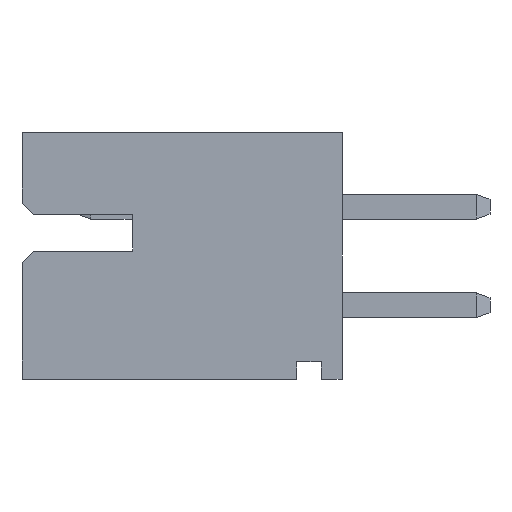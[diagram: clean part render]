
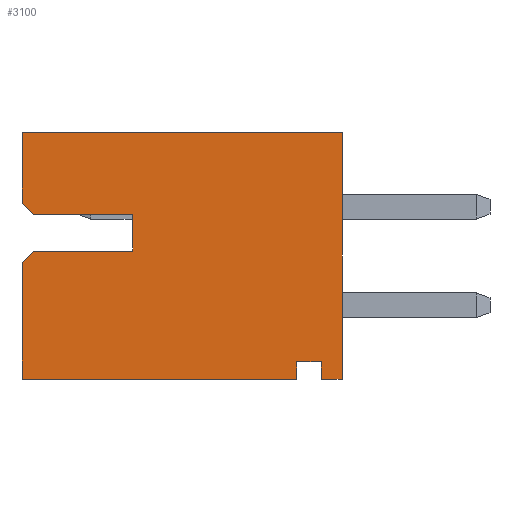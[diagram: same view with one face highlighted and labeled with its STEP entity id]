
A CAD part, left-side view. The second image highlights one B-rep face of the part: STEP entity #3100.
In plain terms, the highlighted face is planar.
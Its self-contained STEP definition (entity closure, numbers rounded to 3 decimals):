
#28 = CARTESIAN_POINT ( 'NONE',  ( 8.95, 0.425, 2.15 ) ) ;
#74 = CARTESIAN_POINT ( 'NONE',  ( 8.95, 6.5, 2.5 ) ) ;
#133 = EDGE_LOOP ( 'NONE', ( #1852, #2982, #3022, #1270, #726, #3396, #4087, #3142, #4580, #4662, #1271, #4582, #2002, #4712 ) ) ;
#218 = LINE ( 'NONE', #968, #4591 ) ;
#219 = VECTOR ( 'NONE', #1144, 1000. ) ;
#235 = VERTEX_POINT ( 'NONE', #733 ) ;
#264 = CARTESIAN_POINT ( 'NONE',  ( 8.95, 4.25, -0.85 ) ) ;
#297 = EDGE_CURVE ( 'NONE', #1097, #2612, #931, .T. ) ;
#367 = CARTESIAN_POINT ( 'NONE',  ( 8.95, 0.425, 2.5 ) ) ;
#368 = LINE ( 'NONE', #3538, #1299 ) ;
#417 = EDGE_CURVE ( 'NONE', #1649, #235, #4643, .T. ) ;
#459 = VERTEX_POINT ( 'NONE', #4331 ) ;
#479 = LINE ( 'NONE', #3649, #2259 ) ;
#549 = DIRECTION ( 'NONE',  ( 0., 0., -1. ) ) ;
#577 = CARTESIAN_POINT ( 'NONE',  ( 8.95, 0., 2.5 ) ) ;
#621 = VERTEX_POINT ( 'NONE', #4778 ) ;
#687 = CARTESIAN_POINT ( 'NONE',  ( 8.95, 6.275, -0.1 ) ) ;
#726 = ORIENTED_EDGE ( 'NONE', *, *, #4332, .T. ) ;
#733 = CARTESIAN_POINT ( 'NONE',  ( 8.95, 0.925, 2.15 ) ) ;
#909 = CARTESIAN_POINT ( 'NONE',  ( 8.95, 6.5, 0.125 ) ) ;
#919 = CARTESIAN_POINT ( 'NONE',  ( 8.95, 6.275, -0.85 ) ) ;
#931 = LINE ( 'NONE', #2849, #4456 ) ;
#968 = CARTESIAN_POINT ( 'NONE',  ( 8.95, 6.275, -0.1 ) ) ;
#1003 = DIRECTION ( 'NONE',  ( -1., 0., 0. ) ) ;
#1019 = VERTEX_POINT ( 'NONE', #909 ) ;
#1052 = DIRECTION ( 'NONE',  ( 0., 0., -1. ) ) ;
#1097 = VERTEX_POINT ( 'NONE', #577 ) ;
#1144 = DIRECTION ( 'NONE',  ( 0., 0., 1. ) ) ;
#1165 = VERTEX_POINT ( 'NONE', #367 ) ;
#1167 = VECTOR ( 'NONE', #1704, 1000. ) ;
#1209 = CARTESIAN_POINT ( 'NONE',  ( 8.95, 6.5, 2.5 ) ) ;
#1265 = LINE ( 'NONE', #1702, #1623 ) ;
#1270 = ORIENTED_EDGE ( 'NONE', *, *, #2829, .F. ) ;
#1271 = ORIENTED_EDGE ( 'NONE', *, *, #3488, .F. ) ;
#1275 = CARTESIAN_POINT ( 'NONE',  ( 8.95, 4.25, -0.1 ) ) ;
#1299 = VECTOR ( 'NONE', #1556, 1000. ) ;
#1345 = DIRECTION ( 'NONE',  ( 0., 0., -1. ) ) ;
#1396 = DIRECTION ( 'NONE',  ( 0., 0., 1. ) ) ;
#1483 = VECTOR ( 'NONE', #3547, 1000. ) ;
#1556 = DIRECTION ( 'NONE',  ( 0., -1., 0. ) ) ;
#1623 = VECTOR ( 'NONE', #4903, 1000. ) ;
#1649 = VERTEX_POINT ( 'NONE', #28 ) ;
#1664 = EDGE_CURVE ( 'NONE', #2196, #1019, #4490, .T. ) ;
#1702 = CARTESIAN_POINT ( 'NONE',  ( 8.95, 0.425, 2.5 ) ) ;
#1704 = DIRECTION ( 'NONE',  ( 0., 0.707, -0.707 ) ) ;
#1707 = LINE ( 'NONE', #3306, #4073 ) ;
#1768 = LINE ( 'NONE', #3369, #3370 ) ;
#1852 = ORIENTED_EDGE ( 'NONE', *, *, #4497, .T. ) ;
#1857 = VERTEX_POINT ( 'NONE', #2180 ) ;
#1952 = LINE ( 'NONE', #1209, #1483 ) ;
#2002 = ORIENTED_EDGE ( 'NONE', *, *, #3810, .F. ) ;
#2180 = CARTESIAN_POINT ( 'NONE',  ( 8.95, 6.5, -2.5 ) ) ;
#2196 = VERTEX_POINT ( 'NONE', #2912 ) ;
#2259 = VECTOR ( 'NONE', #3134, 1000. ) ;
#2261 = EDGE_CURVE ( 'NONE', #4212, #1857, #1768, .T. ) ;
#2267 = CARTESIAN_POINT ( 'NONE',  ( 8.95, 6.5, -1.075 ) ) ;
#2321 = CARTESIAN_POINT ( 'NONE',  ( 8.95, 4.25, -0.1 ) ) ;
#2538 = LINE ( 'NONE', #74, #4081 ) ;
#2549 = LINE ( 'NONE', #1275, #3888 ) ;
#2595 = FACE_OUTER_BOUND ( 'NONE', #133, .T. ) ;
#2612 = VERTEX_POINT ( 'NONE', #5067 ) ;
#2656 = CARTESIAN_POINT ( 'NONE',  ( 8.95, 6.5, 2.5 ) ) ;
#2800 = EDGE_CURVE ( 'NONE', #235, #459, #3119, .T. ) ;
#2829 = EDGE_CURVE ( 'NONE', #1165, #1649, #1265, .T. ) ;
#2849 = CARTESIAN_POINT ( 'NONE',  ( 8.95, 0., 2.5 ) ) ;
#2912 = CARTESIAN_POINT ( 'NONE',  ( 8.95, 6.5, 2.5 ) ) ;
#2982 = ORIENTED_EDGE ( 'NONE', *, *, #2800, .F. ) ;
#3022 = ORIENTED_EDGE ( 'NONE', *, *, #417, .F. ) ;
#3100 = ADVANCED_FACE ( 'NONE', ( #2595 ), #4568, .F. ) ;
#3119 = LINE ( 'NONE', #4721, #219 ) ;
#3121 = VECTOR ( 'NONE', #1345, 1000. ) ;
#3122 = CARTESIAN_POINT ( 'NONE',  ( 8.95, 0.925, 2.15 ) ) ;
#3134 = DIRECTION ( 'NONE',  ( 0., 1., 0. ) ) ;
#3142 = ORIENTED_EDGE ( 'NONE', *, *, #2261, .F. ) ;
#3193 = EDGE_CURVE ( 'NONE', #1857, #2612, #368, .T. ) ;
#3217 = AXIS2_PLACEMENT_3D ( 'NONE', #2656, #1003, #1396 ) ;
#3306 = CARTESIAN_POINT ( 'NONE',  ( 8.95, 6.5, 0.125 ) ) ;
#3369 = CARTESIAN_POINT ( 'NONE',  ( 8.95, 6.5, 2.5 ) ) ;
#3370 = VECTOR ( 'NONE', #1052, 1000. ) ;
#3396 = ORIENTED_EDGE ( 'NONE', *, *, #297, .T. ) ;
#3488 = EDGE_CURVE ( 'NONE', #5002, #3911, #2549, .T. ) ;
#3526 = VECTOR ( 'NONE', #3536, 1000. ) ;
#3536 = DIRECTION ( 'NONE',  ( 0., 1., 0. ) ) ;
#3538 = CARTESIAN_POINT ( 'NONE',  ( 8.95, 6.5, -2.5 ) ) ;
#3547 = DIRECTION ( 'NONE',  ( 0., -1., 0. ) ) ;
#3649 = CARTESIAN_POINT ( 'NONE',  ( 8.95, 4.25, -0.85 ) ) ;
#3810 = EDGE_CURVE ( 'NONE', #1019, #4519, #1707, .T. ) ;
#3888 = VECTOR ( 'NONE', #4887, 1000. ) ;
#3911 = VERTEX_POINT ( 'NONE', #264 ) ;
#4029 = LINE ( 'NONE', #919, #1167 ) ;
#4073 = VECTOR ( 'NONE', #4114, 1000. ) ;
#4081 = VECTOR ( 'NONE', #4904, 1000. ) ;
#4087 = ORIENTED_EDGE ( 'NONE', *, *, #3193, .F. ) ;
#4114 = DIRECTION ( 'NONE',  ( 0., -0.707, -0.707 ) ) ;
#4212 = VERTEX_POINT ( 'NONE', #2267 ) ;
#4262 = DIRECTION ( 'NONE',  ( 0., -1., 0. ) ) ;
#4331 = CARTESIAN_POINT ( 'NONE',  ( 8.95, 0.925, 2.5 ) ) ;
#4332 = EDGE_CURVE ( 'NONE', #1165, #1097, #1952, .T. ) ;
#4371 = EDGE_CURVE ( 'NONE', #3911, #621, #479, .T. ) ;
#4456 = VECTOR ( 'NONE', #549, 1000. ) ;
#4489 = EDGE_CURVE ( 'NONE', #621, #4212, #4029, .T. ) ;
#4490 = LINE ( 'NONE', #4835, #3121 ) ;
#4497 = EDGE_CURVE ( 'NONE', #2196, #459, #2538, .T. ) ;
#4519 = VERTEX_POINT ( 'NONE', #687 ) ;
#4568 = PLANE ( 'NONE',  #3217 ) ;
#4580 = ORIENTED_EDGE ( 'NONE', *, *, #4489, .F. ) ;
#4582 = ORIENTED_EDGE ( 'NONE', *, *, #4863, .F. ) ;
#4591 = VECTOR ( 'NONE', #4262, 1000. ) ;
#4643 = LINE ( 'NONE', #3122, #3526 ) ;
#4662 = ORIENTED_EDGE ( 'NONE', *, *, #4371, .F. ) ;
#4712 = ORIENTED_EDGE ( 'NONE', *, *, #1664, .F. ) ;
#4721 = CARTESIAN_POINT ( 'NONE',  ( 8.95, 0.925, 2.5 ) ) ;
#4778 = CARTESIAN_POINT ( 'NONE',  ( 8.95, 6.275, -0.85 ) ) ;
#4835 = CARTESIAN_POINT ( 'NONE',  ( 8.95, 6.5, 2.5 ) ) ;
#4863 = EDGE_CURVE ( 'NONE', #4519, #5002, #218, .T. ) ;
#4887 = DIRECTION ( 'NONE',  ( 0., 0., -1. ) ) ;
#4903 = DIRECTION ( 'NONE',  ( 0., 0., -1. ) ) ;
#4904 = DIRECTION ( 'NONE',  ( 0., -1., 0. ) ) ;
#5002 = VERTEX_POINT ( 'NONE', #2321 ) ;
#5067 = CARTESIAN_POINT ( 'NONE',  ( 8.95, 0., -2.5 ) ) ;
